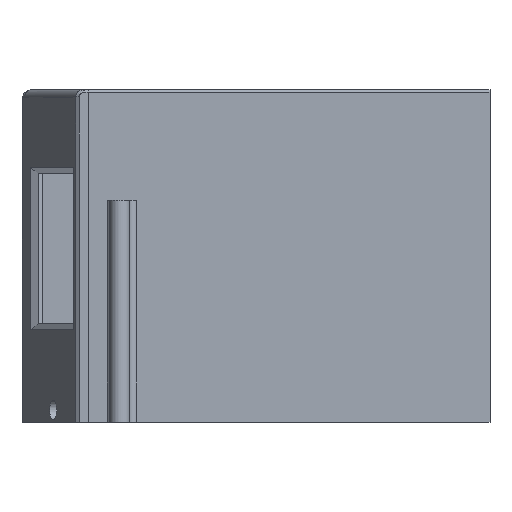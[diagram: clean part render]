
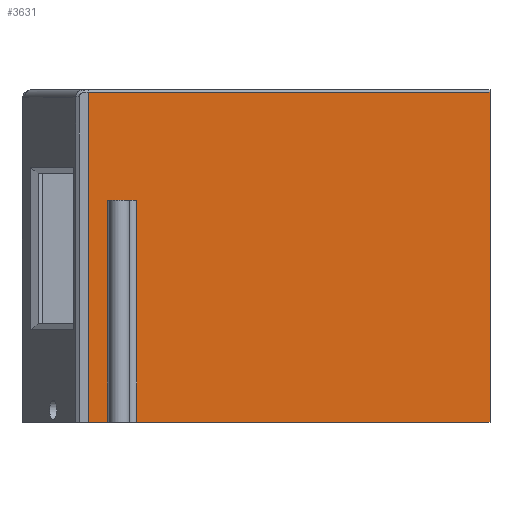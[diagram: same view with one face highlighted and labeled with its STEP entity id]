
A CAD part, top view. The second image highlights one B-rep face of the part: STEP entity #3631.
In plain terms, the highlighted planar face has unit normal (0, 0, 1).
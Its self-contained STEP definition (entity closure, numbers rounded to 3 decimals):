
#505=LINE('',#8255,#787);
#546=LINE('',#8998,#828);
#549=LINE('',#9003,#831);
#550=LINE('',#9005,#832);
#551=LINE('',#9007,#833);
#552=LINE('',#9009,#834);
#553=LINE('',#9011,#835);
#554=LINE('',#9013,#836);
#555=LINE('',#9014,#837);
#787=VECTOR('',#4419,10.);
#828=VECTOR('',#4538,10.);
#831=VECTOR('',#4543,10.);
#832=VECTOR('',#4544,10.);
#833=VECTOR('',#4545,10.);
#834=VECTOR('',#4546,10.);
#835=VECTOR('',#4547,10.);
#836=VECTOR('',#4548,10.);
#837=VECTOR('',#4549,10.);
#946=PLANE('',#3895);
#1107=FACE_OUTER_BOUND('',#1311,.T.);
#1311=EDGE_LOOP('',(#2986,#2987,#2988,#2989,#2990,#2991,#2992,#2993,#2994));
#1719=VERTEX_POINT('',#8252);
#1720=VERTEX_POINT('',#8254);
#1770=VERTEX_POINT('',#8995);
#1771=VERTEX_POINT('',#8997);
#1773=VERTEX_POINT('',#9004);
#1774=VERTEX_POINT('',#9006);
#1775=VERTEX_POINT('',#9008);
#1776=VERTEX_POINT('',#9010);
#1777=VERTEX_POINT('',#9012);
#2175=EDGE_CURVE('',#1720,#1719,#505,.T.);
#2248=EDGE_CURVE('',#1770,#1771,#546,.T.);
#2251=EDGE_CURVE('',#1719,#1771,#549,.T.);
#2252=EDGE_CURVE('',#1773,#1770,#550,.T.);
#2253=EDGE_CURVE('',#1774,#1773,#551,.T.);
#2254=EDGE_CURVE('',#1775,#1774,#552,.T.);
#2255=EDGE_CURVE('',#1775,#1776,#553,.T.);
#2256=EDGE_CURVE('',#1777,#1776,#554,.T.);
#2257=EDGE_CURVE('',#1720,#1777,#555,.T.);
#2986=ORIENTED_EDGE('',*,*,#2175,.T.);
#2987=ORIENTED_EDGE('',*,*,#2251,.T.);
#2988=ORIENTED_EDGE('',*,*,#2248,.F.);
#2989=ORIENTED_EDGE('',*,*,#2252,.F.);
#2990=ORIENTED_EDGE('',*,*,#2253,.F.);
#2991=ORIENTED_EDGE('',*,*,#2254,.F.);
#2992=ORIENTED_EDGE('',*,*,#2255,.T.);
#2993=ORIENTED_EDGE('',*,*,#2256,.F.);
#2994=ORIENTED_EDGE('',*,*,#2257,.F.);
#3631=ADVANCED_FACE('',(#1107),#946,.F.);
#3895=AXIS2_PLACEMENT_3D('',#9002,#4541,#4542);
#4419=DIRECTION('',(0.,-1.,0.));
#4538=DIRECTION('',(0.,-1.,0.));
#4541=DIRECTION('center_axis',(0.,0.,-1.));
#4542=DIRECTION('ref_axis',(-1.,0.,0.));
#4543=DIRECTION('',(1.,0.,0.));
#4544=DIRECTION('',(-1.,0.,0.));
#4545=DIRECTION('',(-1.,0.,0.));
#4546=DIRECTION('',(0.,1.,0.));
#4547=DIRECTION('',(1.,0.,0.));
#4548=DIRECTION('',(0.,-1.,0.));
#4549=DIRECTION('',(1.,0.,0.));
#8252=CARTESIAN_POINT('',(-153.,0.,126.));
#8254=CARTESIAN_POINT('',(-153.,134.,126.));
#8255=CARTESIAN_POINT('',(-153.,31.252,126.));
#8995=CARTESIAN_POINT('',(-145.386,90.,126.));
#8997=CARTESIAN_POINT('',(-145.386,0.,126.));
#8998=CARTESIAN_POINT('',(-145.386,-52.5,126.));
#9002=CARTESIAN_POINT('Origin',(-62.411,-5.,126.));
#9003=CARTESIAN_POINT('',(-73.708,0.,126.));
#9004=CARTESIAN_POINT('',(-140.761,90.,126.));
#9005=CARTESIAN_POINT('',(-144.386,90.,126.));
#9006=CARTESIAN_POINT('',(-133.455,90.,126.));
#9007=CARTESIAN_POINT('',(-101.398,90.,126.));
#9008=CARTESIAN_POINT('',(-133.455,0.,126.));
#9009=CARTESIAN_POINT('',(-133.455,135.,126.));
#9010=CARTESIAN_POINT('',(10.,0.,126.));
#9011=CARTESIAN_POINT('',(-73.708,0.,126.));
#9012=CARTESIAN_POINT('',(10.,134.,126.));
#9013=CARTESIAN_POINT('',(10.,-38.752,126.));
#9014=CARTESIAN_POINT('',(28.794,134.,126.));
